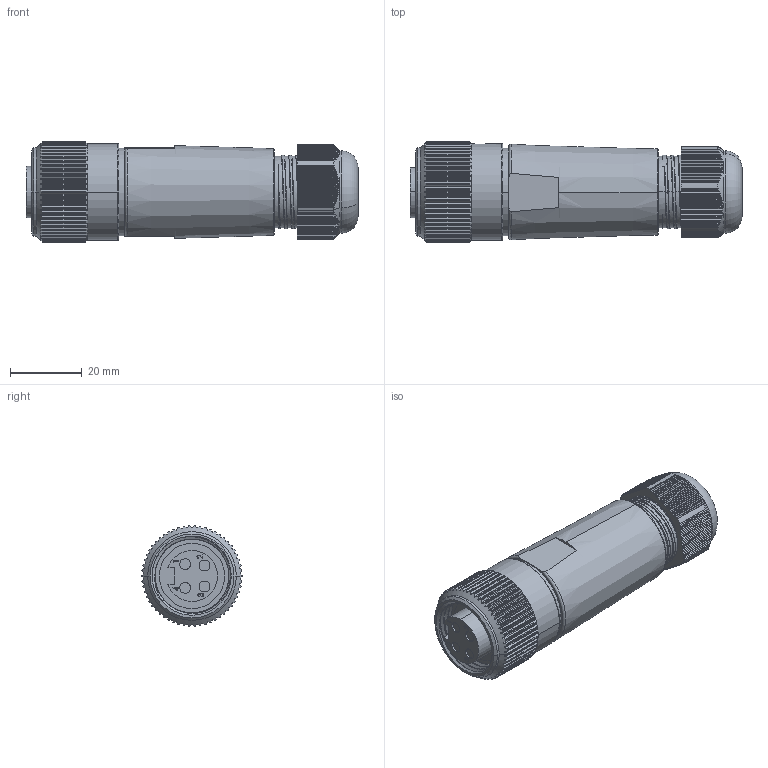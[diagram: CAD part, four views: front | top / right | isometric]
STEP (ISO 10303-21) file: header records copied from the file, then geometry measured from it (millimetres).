
FILE_DESCRIPTION (( 'STEP AP214' ), '1' );
FILE_NAME ('MIN-4FP-FW.STEP', '2015-08-13T16:05:30', ( 'IT' ), ( '' ), 'SwSTEP 2.0', 'SolidWorks 2015', '' );
FILE_SCHEMA (( 'AUTOMOTIVE_DESIGN' ));
Length unit declared in the file: millimetre
Products named in the file (1): MIN-4FP-FW
Bounding box: 92.46 x 28 x 27.96 mm (x, y, z)
Volume: 43485.6 mm3; surface area: 11915.4 mm2
Topology: 1 solids, 1 shells, 833 faces, 2417 edges, 1602 vertices
Faces by surface type: plane 461, cylinder 318, bspline 27, torus 14, cone 13
Entity records: 42767 total; most frequent: CARTESIAN_POINT 13574, ORIENTED_EDGE 4834, DIRECTION 3235, EDGE_CURVE 2417, VERTEX_POINT 1602, LINE 1141, VECTOR 1141, AXIS2_PLACEMENT_3D 1047
